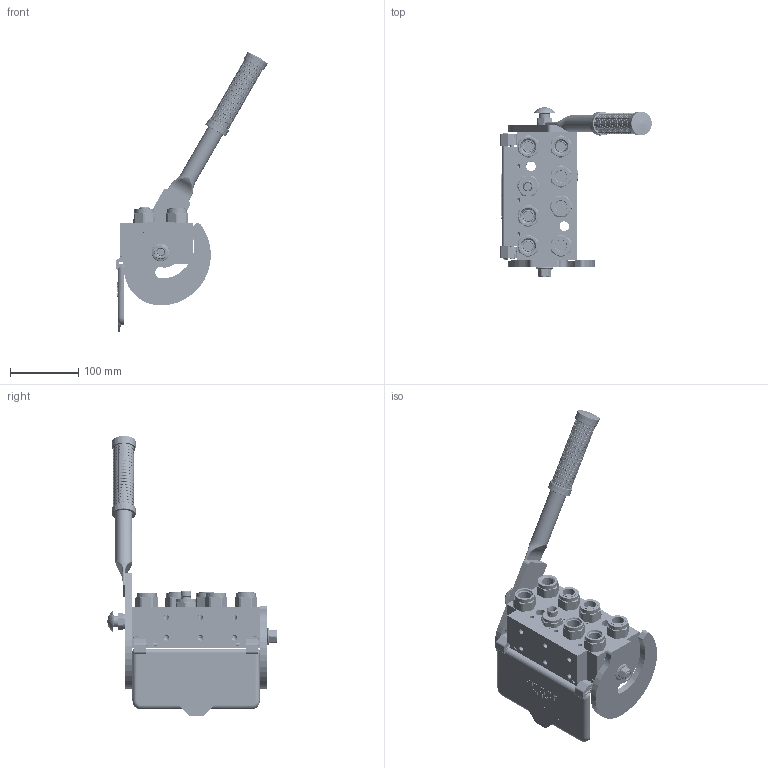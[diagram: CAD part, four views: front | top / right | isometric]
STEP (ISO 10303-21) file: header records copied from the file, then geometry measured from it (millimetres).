
FILE_DESCRIPTION (( 'STEP AP214' ), '1' );
FILE_NAME ('FASTER.step', '2025-10-22T07:46:31', ( '' ), ( '' ), 'SwSTEP 2.0', 'SolidWorks 2017', '' );
FILE_SCHEMA (( 'AUTOMOTIVE_DESIGN' ));
Length unit declared in the file: millimetre
Products named in the file (46): 2ffnb1271_12gf; A_2ffnb12-2_16_f; 4340_014_0000_000; 2ffnb12_npt_f; 4830_025_0000_001; 2ffnb12-0_22_f; 1540_080_0012_000; 4830_025_2000_000; 4830_001_0005_301; A_2ffnb12_gas_f; 4830_022_0000_011; P808_F_BASE; 2ffnb12-2_16_f; 4850_001_0001_005; 4830_001_0005_300; 4850_020_0000_020; FASTER; 4830_070_0000_001; ET011-ET007; or2_62x17_86; or1_5x7_m; 4850_024_0000_000_ASM; 2ffnb12_gas_f; 4850_024_0000_000; 4850_024_0000_012; A_2ffnb12-0_22_f; 4850_024_2000_011; 4142_072_1000_300; curs_molla_12; 4830_001_0004_000; 4830_025_1000_000; et007; sicura_p5; 4850_024_0000_021; et011; 4850_024_0000_010; A_2ffnb12_npt_f; 0048_042_0412_000; 2p808-7-29; A_2ffnb1271_12gf ...
Assembly tree (54 placements, depth 5):
  FASTER
    P808_F_BASE
      4850_020_0000_020
      4850_001_0001_005
      4830_001_0004_000  x2
      4830_001_0005_300
      4830_001_0005_301
    A_2ffnb12-0_22_f  x2
      curs_molla_12
        4340_014_0000_000
        4142_072_1000_300
      2ffnb12-0_22_f
        2ffnb12-0_22_f
    A_2ffnb12-2_16_f
      curs_molla_12
        4340_014_0000_000
        4142_072_1000_300
      2ffnb12-2_16_f
        2ffnb12-2_16_f
    A_2ffnb1271_12gf
      curs_molla_12
        4340_014_0000_000
        4142_072_1000_300
      2ffnb1271_12gf
        2ffnb1271_12gf
    A_2ffnb12_npt_f
      curs_molla_12
        4340_014_0000_000
        4142_072_1000_300
      2ffnb12_npt_f
        2ffnb12_npt_f
    A_2ffnb12_gas_f  x3
      curs_molla_12
        4340_014_0000_000
        4142_072_1000_300
      2ffnb12_gas_f
        2ffnb12_gas_f
    4850_024_0000_000
      2p808-7-29
        4850_024_0000_000_ASM
          4850_024_0000_010
          4850_024_2000_011
          4850_024_0000_021
        sicura_p5
          4830_025_0000_001
          or1_5x7_m
          0048_042_0412_000
        4850_024_0000_012
        4850_024_0000_020
        1540_080_0012_000
        4830_025_2000_000
        4830_025_1000_000
        4830_022_0000_011
        4830_070_0000_001
      or2_62x17_86  x2
    ET011-ET007
      et011
      et007
Bounding box: 222.95 x 248.93 x 411.91 mm (x, y, z)
Volume: 294377.5 mm3; surface area: 485857 mm2
Topology: 35 solids, 108 shells, 7084 faces, 19130 edges, 12365 vertices
Faces by surface type: plane 3381, cylinder 1986, cone 653, torus 598, bspline 389, sphere 77
Entity records: 268379 total; most frequent: CARTESIAN_POINT 108752, ORIENTED_EDGE 32185, DIRECTION 27371, EDGE_CURVE 16430, VERTEX_POINT 10667, LINE 10069, VECTOR 10069, AXIS2_PLACEMENT_3D 8651
